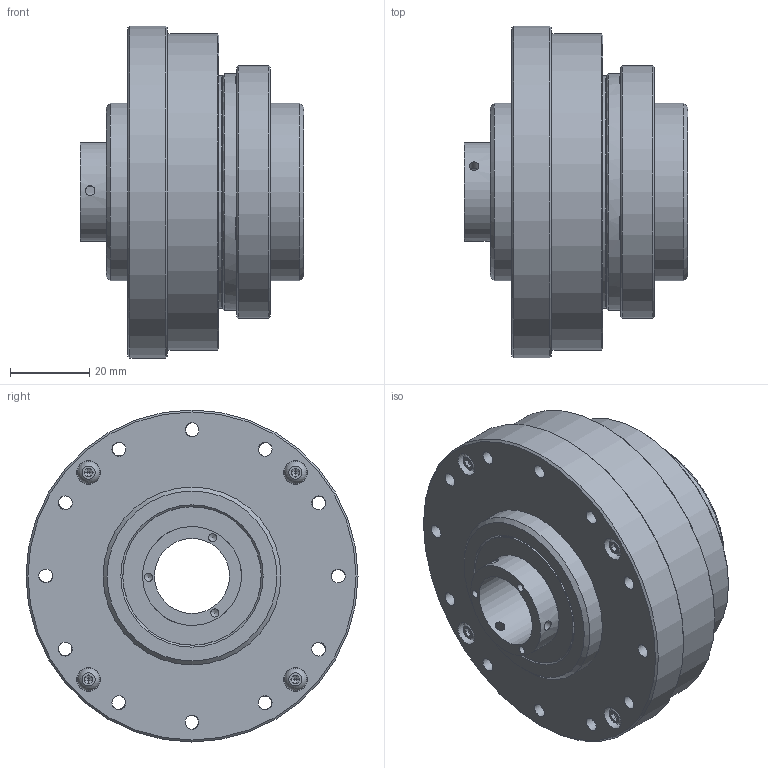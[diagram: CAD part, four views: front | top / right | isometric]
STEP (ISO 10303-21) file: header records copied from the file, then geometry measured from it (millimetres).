
FILE_DESCRIPTION(/* description */ ('STEP AP242','CAx-IF Rec.Pracs.---Representation and Presentation of Product Manufacturing Information (PMI)---4.0---2014-10-13','CAx-IF Rec.Pracs.---3D Tessellated Geometry---0.4---2014-09-14','2;1'),/* implementation_level */ '2;1');
FILE_NAME(/* name */ '68877300c5ae8f34fd38eeef',/* time_stamp */ '2025-07-28T12:54:26Z',/* author */ (''),/* organization */ (''),/* preprocessor_version */ 'ST-DEVELOPER v20',/* originating_system */ 'ONSHAPE BY PTC INC, 1.201',/* authorisation */ ' ');
FILE_SCHEMA (('AP242_MANAGED_MODEL_BASED_3D_ENGINEERING_MIM_LF { 1 0 10303 442 1 1 4 }'));
Length unit declared in the file: metre
Products named in the file (22): HS-17-II; hexagon socket button head screws gb_GB_SOCKET_TYPE7 M3X10-C; ??25X35X6; ????-STXB-17050; 17????; ??2; hexagon socket head cap screws gb_GB_FASTENER_SCREWS_HSHCS M3X10-C; O????-?65X?18; ??1; deep groove ball bearings gb_Rolling bearings 61805 GB 276-94; ??-STXB-17-050-CV0; ????-STRU-17-80-160X?80-V1 <1>; ????-??-?4; ??????-17-80-??-V0; ????-??-STRU-17-80; ??????-17-80-V0; hexagon socket head cap screws gb_GB_FASTENER_SCREWS_HSHCS M2X5-C; ????-??-STRU-17-80-V1; 17??
Assembly tree (99 placements, depth 3):
  HS-17-II
    hexagon socket button head screws gb_GB_SOCKET_TYPE7 M3X10-C  x4
    ??25X35X6  x2
    ????-STXB-17050
    17????
    ??2
    hexagon socket head cap screws gb_GB_FASTENER_SCREWS_HSHCS M3X10-C  x4
    O????-?65X?18
    ??1
    ????-STXB-17050
    deep groove ball bearings gb_Rolling bearings 61805 GB 276-94  x2
    ??-STXB-17-050-CV0
    ????-STRU-17-80-160X?80-V1 <1>
      ????-??-?4  x36
      ??????-17-80-??-V0  x18
      ????-??-STRU-17-80
      ??????-17-80-V0  x18
      O????-?65X?18
      hexagon socket head cap screws gb_GB_FASTENER_SCREWS_HSHCS M2X5-C
      ????-??-STRU-17-80
      ????-??-STRU-17-80-V1
      ????-??-STRU-17-80
      17??
Bounding box: 56.6 x 84 x 84 mm (x, y, z)
Volume: 131614.4 mm3; surface area: 113947 mm2
Topology: 98 solids, 98 shells, 1324 faces, 3606 edges, 2419 vertices
Faces by surface type: plane 601, cylinder 333, cone 173, torus 149, sphere 66, bspline 2
Full cylindrical faces by diameter (mm): 1.6 x1, 2 x1, 2.05 x3, 2.4 x1, 2.5 x27, 3 x8, 3.4 x8, 3.5 x76, 3.8 x1, 4 x36, 4.3 x1, 5.5 x4, 6 x8, 19 x1, 24.6 x2, 25 x7, 27 x2, 28.6 x1, 29 x4, 30.02 x2, 30.3 x1, 32 x1, 32.684 x2, 33 x4, 34 x1, 35 x4, 37 x4, 39.436 x2, 41.722 x2, 42.162 x1
Entity records: 19098 total; most frequent: CARTESIAN_POINT 3515, DIRECTION 3370, ORIENTED_EDGE 2456, AXIS2_PLACEMENT_3D 1594, EDGE_CURVE 1228, FACE_BOUND 1189, EDGE_LOOP 1157, VERTEX_POINT 1037
